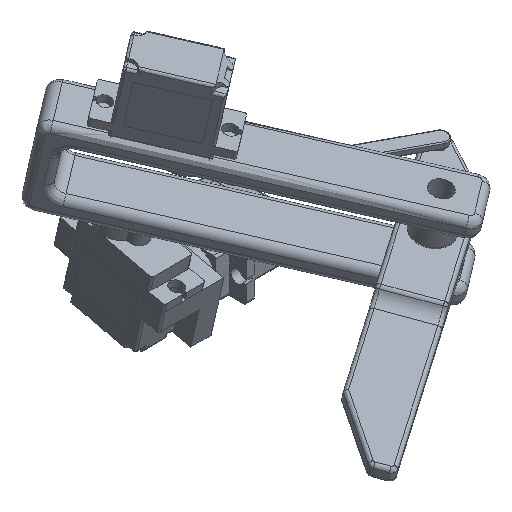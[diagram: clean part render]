
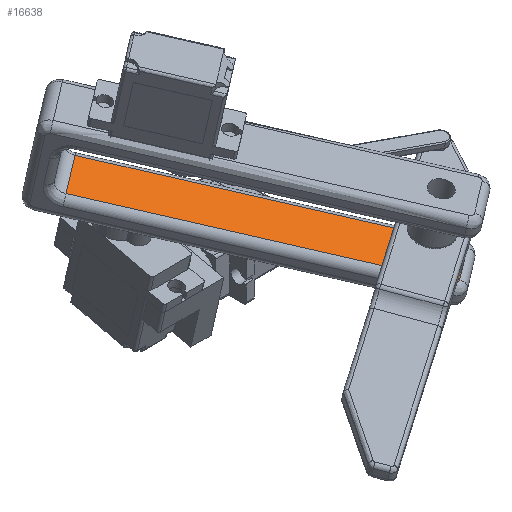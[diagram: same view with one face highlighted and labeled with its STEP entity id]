
A CAD part, isometric view. The second image highlights one B-rep face of the part: STEP entity #16638.
In plain terms, the highlighted free-form (B-spline) face has degree [1, 1] with [2, 2] control points.
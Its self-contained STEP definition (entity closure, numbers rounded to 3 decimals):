
#15805 = VERTEX_POINT('',#15806);
#15806 = CARTESIAN_POINT('',(41.952,-34.393,
    28.42));
#15823 = VERTEX_POINT('',#15824);
#15824 = CARTESIAN_POINT('',(40.283,-34.152,
    28.475));
#15830 = EDGE_CURVE('',#15805,#15823,#15831,.T.);
#15831 = ( BOUNDED_CURVE() B_SPLINE_CURVE(2,(#15832,#15833,#15834),
.UNSPECIFIED.,.F.,.F.) B_SPLINE_CURVE_WITH_KNOTS((3,3),(5.498,
7.069),.PIECEWISE_BEZIER_KNOTS.) CURVE() 
GEOMETRIC_REPRESENTATION_ITEM() RATIONAL_B_SPLINE_CURVE((1.,
0.707,1.)) REPRESENTATION_ITEM('') );
#15832 = CARTESIAN_POINT('',(41.952,-34.393,
    28.42));
#15833 = CARTESIAN_POINT('',(40.994,-35.086,
    28.262));
#15834 = CARTESIAN_POINT('',(40.283,-34.152,
    28.475));
#15927 = VERTEX_POINT('',#15928);
#15928 = CARTESIAN_POINT('',(-19.426,44.298,
    46.379));
#15962 = EDGE_CURVE('',#15823,#15927,#15963,.T.);
#15963 = B_SPLINE_CURVE_WITH_KNOTS('',1,(#15964,#15965),.UNSPECIFIED.,
  .F.,.F.,(2,2),(-55.5,28.5),
  .PIECEWISE_BEZIER_KNOTS.);
#15964 = CARTESIAN_POINT('',(40.283,-34.152,
    28.475));
#15965 = CARTESIAN_POINT('',(-19.426,44.298,
    46.379));
#16031 = VERTEX_POINT('',#16032);
#16032 = CARTESIAN_POINT('',(51.531,-27.463,
    30.002));
#16038 = EDGE_CURVE('',#16039,#16031,#16041,.T.);
#16039 = VERTEX_POINT('',#16040);
#16040 = CARTESIAN_POINT('',(51.778,-25.836,
    30.373));
#16041 = ( BOUNDED_CURVE() B_SPLINE_CURVE(2,(#16042,#16043,#16044),
.UNSPECIFIED.,.F.,.F.) B_SPLINE_CURVE_WITH_KNOTS((3,3),(5.498,
7.069),.PIECEWISE_BEZIER_KNOTS.) CURVE() 
GEOMETRIC_REPRESENTATION_ITEM() RATIONAL_B_SPLINE_CURVE((1.,
0.707,1.)) REPRESENTATION_ITEM('') );
#16042 = CARTESIAN_POINT('',(51.778,-25.836,
    30.373));
#16043 = CARTESIAN_POINT('',(52.489,-26.77,
    30.16));
#16044 = CARTESIAN_POINT('',(51.531,-27.463,
    30.002));
#16076 = VERTEX_POINT('',#16077);
#16077 = CARTESIAN_POINT('',(-7.931,52.614,
    48.277));
#16125 = EDGE_CURVE('',#16076,#16039,#16126,.T.);
#16126 = B_SPLINE_CURVE_WITH_KNOTS('',1,(#16127,#16128),.UNSPECIFIED.,
  .F.,.F.,(2,2),(-3.5,80.5),
  .PIECEWISE_BEZIER_KNOTS.);
#16127 = CARTESIAN_POINT('',(-7.931,52.614,
    48.277));
#16128 = CARTESIAN_POINT('',(51.778,-25.836,
    30.373));
#16168 = EDGE_CURVE('',#15927,#16076,#16169,.T.);
#16169 = B_SPLINE_CURVE_WITH_KNOTS('',1,(#16170,#16171),.UNSPECIFIED.,
  .F.,.F.,(2,2),(-2.,10.),.PIECEWISE_BEZIER_KNOTS.);
#16170 = CARTESIAN_POINT('',(-19.426,44.298,
    46.379));
#16171 = CARTESIAN_POINT('',(-7.931,52.614,
    48.277));
#16191 = EDGE_CURVE('',#16031,#15805,#16192,.T.);
#16192 = B_SPLINE_CURVE_WITH_KNOTS('',1,(#16193,#16194),.UNSPECIFIED.,
  .F.,.F.,(2,2),(-5.,5.),.PIECEWISE_BEZIER_KNOTS.);
#16193 = CARTESIAN_POINT('',(51.531,-27.463,
    30.002));
#16194 = CARTESIAN_POINT('',(41.952,-34.393,
    28.42));
#16638 = ADVANCED_FACE('',(#16639,#16647),#16661,.T.);
#16639 = FACE_BOUND('',#16640,.T.);
#16640 = EDGE_LOOP('',(#16641,#16642,#16643,#16644,#16645,#16646));
#16641 = ORIENTED_EDGE('',*,*,#16038,.F.);
#16642 = ORIENTED_EDGE('',*,*,#16125,.F.);
#16643 = ORIENTED_EDGE('',*,*,#16168,.F.);
#16644 = ORIENTED_EDGE('',*,*,#15962,.F.);
#16645 = ORIENTED_EDGE('',*,*,#15830,.F.);
#16646 = ORIENTED_EDGE('',*,*,#16191,.F.);
#16647 = FACE_BOUND('',#16648,.T.);
#16648 = EDGE_LOOP('',(#16649));
#16649 = ORIENTED_EDGE('',*,*,#16650,.T.);
#16650 = EDGE_CURVE('',#16651,#16651,#16653,.T.);
#16651 = VERTEX_POINT('',#16652);
#16652 = CARTESIAN_POINT('',(38.181,-25.536,
    30.441));
#16653 = ( BOUNDED_CURVE() B_SPLINE_CURVE(2,(#16654,#16655,#16656,#16657
    ,#16658,#16659,#16660),.UNSPECIFIED.,.T.,.F.) 
B_SPLINE_CURVE_WITH_KNOTS((3,2,2,3),(3.142,5.236,
7.33,9.425),.PIECEWISE_BEZIER_KNOTS.) CURVE() 
GEOMETRIC_REPRESENTATION_ITEM() RATIONAL_B_SPLINE_CURVE((1.,0.5,1.,0.5,
1.,0.5,1.)) REPRESENTATION_ITEM('') );
#16654 = CARTESIAN_POINT('',(38.181,-25.536,
    30.441));
#16655 = CARTESIAN_POINT('',(34.487,-20.683,
    31.549));
#16656 = CARTESIAN_POINT('',(40.645,-19.991,
    31.707));
#16657 = CARTESIAN_POINT('',(46.802,-19.299,
    31.865));
#16658 = CARTESIAN_POINT('',(44.338,-24.844,
    30.599));
#16659 = CARTESIAN_POINT('',(41.874,-30.389,
    29.334));
#16660 = CARTESIAN_POINT('',(38.181,-25.536,
    30.441));
#16661 = B_SPLINE_SURFACE_WITH_KNOTS('',1,1,(
    (#16662,#16663)
    ,(#16664,#16665
    )),.UNSPECIFIED.,.F.,.F.,.F.,(2,2),(2,2),(-6.,6.),(-69.,
    16.),.PIECEWISE_BEZIER_KNOTS.);
#16662 = CARTESIAN_POINT('',(40.994,-35.086,
    28.262));
#16663 = CARTESIAN_POINT('',(-19.426,44.298,
    46.379));
#16664 = CARTESIAN_POINT('',(52.489,-26.77,
    30.16));
#16665 = CARTESIAN_POINT('',(-7.931,52.614,
    48.277));
